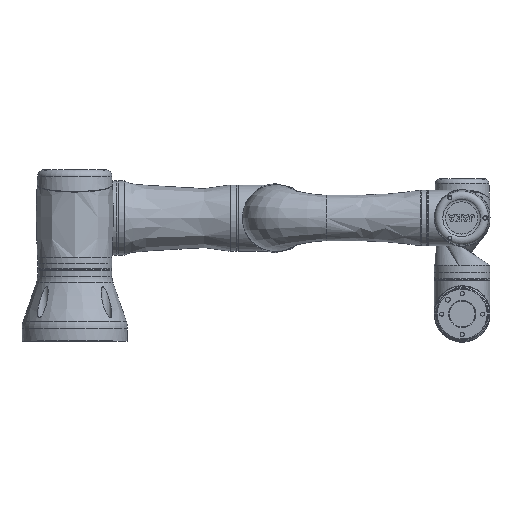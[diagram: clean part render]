
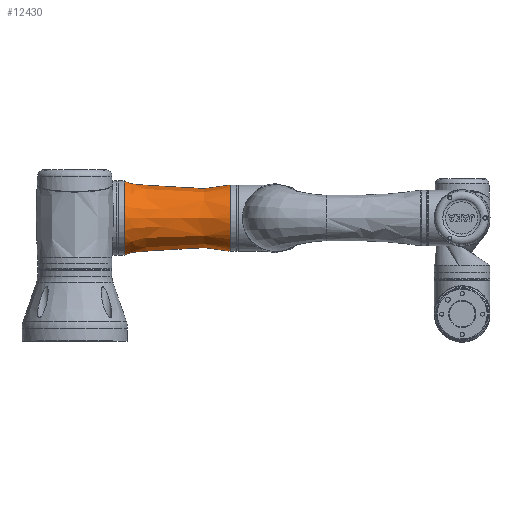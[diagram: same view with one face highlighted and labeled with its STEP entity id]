
A CAD part, top view. The second image highlights one B-rep face of the part: STEP entity #12430.
In plain terms, the highlighted free-form (B-spline) face has degree [2, 3] with [8, 7] control points.
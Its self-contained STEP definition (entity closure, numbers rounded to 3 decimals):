
#202 = CARTESIAN_POINT ( 'NONE',  ( 71.265, 20.89, 0. ) ) ;
#347 = CARTESIAN_POINT ( 'NONE',  ( 102.582, 27.464, 74.073 ) ) ;
#498 = CARTESIAN_POINT ( 'NONE',  ( 187.86, 24.232, 0. ) ) ;
#641 = CARTESIAN_POINT ( 'NONE',  ( 61.008, 109.996, 0. ) ) ;
#3146 = FACE_OUTER_BOUND ( 'NONE', #34377, .T. ) ;
#3603 = CARTESIAN_POINT ( 'NONE',  ( 64.512, 109.936, 0. ) ) ;
#3679 = ORIENTED_EDGE ( 'NONE', *, *, #10889, .T. ) ;
#3747 = CARTESIAN_POINT ( 'NONE',  ( 145.154, 29.572, 69.856 ) ) ;
#3886 = CARTESIAN_POINT ( 'NONE',  ( 187.86, 24.232, 80.535 ) ) ;
#4019 = CARTESIAN_POINT ( 'NONE',  ( 171.548, 27.247, -74.505 ) ) ;
#6875 = CARTESIAN_POINT ( 'NONE',  ( 71.265, 20.89, 87.22 ) ) ;
#7439 = CARTESIAN_POINT ( 'NONE',  ( 187.86, 24.232, 0. ) ) ;
#8648 = CIRCLE ( 'NONE', #17707, 40.467 ) ;
#10280 = CARTESIAN_POINT ( 'NONE',  ( 61.008, 109.996, -90.991 ) ) ;
#10420 = CARTESIAN_POINT ( 'NONE',  ( 71.265, 108.11, 0. ) ) ;
#10558 = CARTESIAN_POINT ( 'NONE',  ( 145.154, 29.572, 0. ) ) ;
#10706 = CARTESIAN_POINT ( 'NONE',  ( 171.548, 27.247, 0. ) ) ;
#10842 = CARTESIAN_POINT ( 'NONE',  ( 189.953, 24.033, 80.933 ) ) ;
#10889 = EDGE_CURVE ( 'NONE', #15889, #15889, #18141, .T. ) ;
#11522 = CARTESIAN_POINT ( 'NONE',  ( 189.953, 104.967, 0. ) ) ;
#12430 = ADVANCED_FACE ( 'NONE', ( #3146, #25889 ), #25731, .T. ) ;
#13689 = CARTESIAN_POINT ( 'NONE',  ( 64.512, 109.936, 90.872 ) ) ;
#13837 = CARTESIAN_POINT ( 'NONE',  ( 64.512, 19.064, -90.872 ) ) ;
#13984 = CARTESIAN_POINT ( 'NONE',  ( 171.548, 27.247, 0. ) ) ;
#14278 = CARTESIAN_POINT ( 'NONE',  ( 145.154, 29.572, 0. ) ) ;
#14388 = VERTEX_POINT ( 'NONE', #23366 ) ;
#14701 = DIRECTION ( 'NONE',  ( 0., -1., 0. ) ) ;
#15889 = VERTEX_POINT ( 'NONE', #22904 ) ;
#17240 = CARTESIAN_POINT ( 'NONE',  ( 61.008, 109.996, 90.991 ) ) ;
#17360 = CARTESIAN_POINT ( 'NONE',  ( 189.953, 64.5, 0. ) ) ;
#17389 = CARTESIAN_POINT ( 'NONE',  ( 171.548, 101.753, 74.505 ) ) ;
#17535 = CARTESIAN_POINT ( 'NONE',  ( 187.86, 104.768, 0. ) ) ;
#17668 = CARTESIAN_POINT ( 'NONE',  ( 102.582, 101.536, 74.073 ) ) ;
#17707 = AXIS2_PLACEMENT_3D ( 'NONE', #17360, #37805, #30833 ) ;
#18141 = CIRCLE ( 'NONE', #38672, 45.496 ) ;
#18650 = CARTESIAN_POINT ( 'NONE',  ( 61.008, 64.5, 0. ) ) ;
#18902 = CARTESIAN_POINT ( 'NONE',  ( 189.953, 24.033, -80.933 ) ) ;
#20519 = CARTESIAN_POINT ( 'NONE',  ( 61.008, 19.004, 0. ) ) ;
#20660 = CARTESIAN_POINT ( 'NONE',  ( 71.265, 20.89, 0. ) ) ;
#20799 = CARTESIAN_POINT ( 'NONE',  ( 145.154, 99.428, 0. ) ) ;
#20942 = CARTESIAN_POINT ( 'NONE',  ( 187.86, 24.232, -80.535 ) ) ;
#21089 = ORIENTED_EDGE ( 'NONE', *, *, #21110, .T. ) ;
#21110 = EDGE_CURVE ( 'NONE', #14388, #14388, #8648, .T. ) ;
#22904 = CARTESIAN_POINT ( 'NONE',  ( 61.008, 19.004, 0. ) ) ;
#23366 = CARTESIAN_POINT ( 'NONE',  ( 189.953, 24.033, 0. ) ) ;
#24054 = CARTESIAN_POINT ( 'NONE',  ( 102.582, 27.464, -74.073 ) ) ;
#24202 = CARTESIAN_POINT ( 'NONE',  ( 64.512, 19.064, 0. ) ) ;
#24342 = CARTESIAN_POINT ( 'NONE',  ( 171.548, 101.753, -74.505 ) ) ;
#25731 =( BOUNDED_SURFACE ( )  B_SPLINE_SURFACE ( 2, 3, ( 
 ( #31006, #40828, #17240, #641, #10280, #40983, #20519 ),
 ( #24202, #27143, #13689, #3603, #34009, #13837, #37829 ),
 ( #202, #6875, #27286, #10420, #34153, #37553, #20660 ),
 ( #30567, #347, #17668, #27432, #34297, #24054, #27718 ),
 ( #14278, #3747, #37978, #20799, #30856, #27571, #10558 ),
 ( #13984, #37692, #17389, #41124, #24342, #4019, #10706 ),
 ( #498, #3886, #34440, #17535, #41277, #20942, #7439 ),
 ( #31153, #10842, #34579, #11522, #39229, #18902, #42237 ) ),
 .UNSPECIFIED., .F., .T., .T. ) 
 B_SPLINE_SURFACE_WITH_KNOTS ( ( 3, 1, 1, 1, 1, 1, 3 ),
 ( 4, 3, 4 ),
 ( 1.48, 21.929, 43.859, 65.788, 87.718, 109.647, 128.438 ),
 ( 0., 0.5, 1. ),
 .UNSPECIFIED. ) 
 GEOMETRIC_REPRESENTATION_ITEM ( )  RATIONAL_B_SPLINE_SURFACE ( (
 ( 1., 0.333, 0.333, 1., 0.333, 0.333, 1.),
 ( 1., 0.333, 0.333, 1., 0.333, 0.333, 1.),
 ( 1., 0.333, 0.333, 1., 0.333, 0.333, 1.),
 ( 1., 0.333, 0.333, 1., 0.333, 0.333, 1.),
 ( 1., 0.333, 0.333, 1., 0.333, 0.333, 1.),
 ( 1., 0.333, 0.333, 1., 0.333, 0.333, 1.),
 ( 1., 0.333, 0.333, 1., 0.333, 0.333, 1.),
 ( 1., 0.333, 0.333, 1., 0.333, 0.333, 1.) ) ) 
 REPRESENTATION_ITEM ( '' )  SURFACE ( )  );
#25889 = FACE_OUTER_BOUND ( 'NONE', #41828, .T. ) ;
#27143 = CARTESIAN_POINT ( 'NONE',  ( 64.512, 19.064, 90.872 ) ) ;
#27286 = CARTESIAN_POINT ( 'NONE',  ( 71.265, 108.11, 87.22 ) ) ;
#27432 = CARTESIAN_POINT ( 'NONE',  ( 102.582, 101.536, 0. ) ) ;
#27571 = CARTESIAN_POINT ( 'NONE',  ( 145.154, 29.572, -69.856 ) ) ;
#27718 = CARTESIAN_POINT ( 'NONE',  ( 102.582, 27.464, 0. ) ) ;
#30567 = CARTESIAN_POINT ( 'NONE',  ( 102.582, 27.464, 0. ) ) ;
#30833 = DIRECTION ( 'NONE',  ( 0., -1., 0. ) ) ;
#30856 = CARTESIAN_POINT ( 'NONE',  ( 145.154, 99.428, -69.856 ) ) ;
#31006 = CARTESIAN_POINT ( 'NONE',  ( 61.008, 19.004, 0. ) ) ;
#31153 = CARTESIAN_POINT ( 'NONE',  ( 189.953, 24.033, 0. ) ) ;
#31719 = DIRECTION ( 'NONE',  ( 1., 0., 0. ) ) ;
#34009 = CARTESIAN_POINT ( 'NONE',  ( 64.512, 109.936, -90.872 ) ) ;
#34153 = CARTESIAN_POINT ( 'NONE',  ( 71.265, 108.11, -87.22 ) ) ;
#34297 = CARTESIAN_POINT ( 'NONE',  ( 102.582, 101.536, -74.073 ) ) ;
#34377 = EDGE_LOOP ( 'NONE', ( #21089 ) ) ;
#34440 = CARTESIAN_POINT ( 'NONE',  ( 187.86, 104.768, 80.535 ) ) ;
#34579 = CARTESIAN_POINT ( 'NONE',  ( 189.953, 104.967, 80.933 ) ) ;
#37553 = CARTESIAN_POINT ( 'NONE',  ( 71.265, 20.89, -87.22 ) ) ;
#37692 = CARTESIAN_POINT ( 'NONE',  ( 171.548, 27.247, 74.505 ) ) ;
#37805 = DIRECTION ( 'NONE',  ( -1., 0., 0. ) ) ;
#37829 = CARTESIAN_POINT ( 'NONE',  ( 64.512, 19.064, 0. ) ) ;
#37978 = CARTESIAN_POINT ( 'NONE',  ( 145.154, 99.428, 69.856 ) ) ;
#38672 = AXIS2_PLACEMENT_3D ( 'NONE', #18650, #31719, #14701 ) ;
#39229 = CARTESIAN_POINT ( 'NONE',  ( 189.953, 104.967, -80.933 ) ) ;
#40828 = CARTESIAN_POINT ( 'NONE',  ( 61.008, 19.004, 90.991 ) ) ;
#40983 = CARTESIAN_POINT ( 'NONE',  ( 61.008, 19.004, -90.991 ) ) ;
#41124 = CARTESIAN_POINT ( 'NONE',  ( 171.548, 101.753, 0. ) ) ;
#41277 = CARTESIAN_POINT ( 'NONE',  ( 187.86, 104.768, -80.535 ) ) ;
#41828 = EDGE_LOOP ( 'NONE', ( #3679 ) ) ;
#42237 = CARTESIAN_POINT ( 'NONE',  ( 189.953, 24.033, 0. ) ) ;
